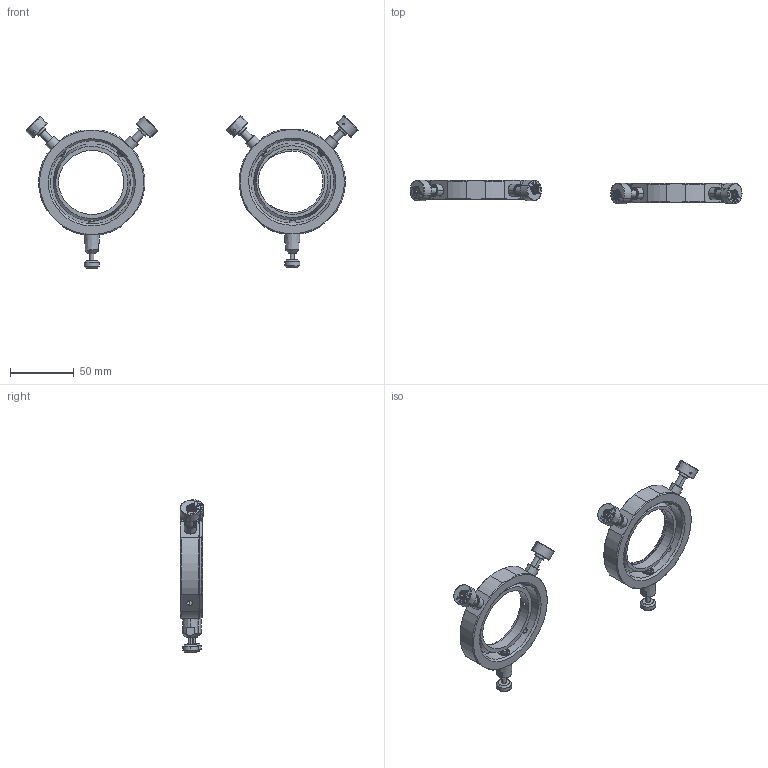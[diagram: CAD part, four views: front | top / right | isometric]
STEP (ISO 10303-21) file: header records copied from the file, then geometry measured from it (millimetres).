
FILE_DESCRIPTION(/* description */ (''),/* implementation_level */ '2;1');
FILE_NAME(/* name */ '01_MM-YZ-50',/* time_stamp */ '2024-08-22T10:48:16+03:00',/* author */ (''),/* organization */ (''),/* preprocessor_version */ 'ST-DEVELOPER v15',/* originating_system */ '',/* authorisation */ '');
FILE_SCHEMA (('AUTOMOTIVE_DESIGN'));
Length unit declared in the file: millimetre
Products named in the file (2): Document; 01_MM-YZ-50.8
Assembly tree (1 placements, depth 2):
  Document
    01_MM-YZ-50.8
Bounding box: 259.38 x 18.51 x 119.02 mm (x, y, z)
Volume: 90349.9 mm3; surface area: 51479.6 mm2
Topology: 28 solids, 28 shells, 1154 faces, 3046 edges, 1978 vertices
Faces by surface type: bspline 625, plane 529
Entity records: 38028 total; most frequent: CARTESIAN_POINT 19112, ORIENTED_EDGE 6032, EDGE_CURVE 3016, VERTEX_POINT 1980, B_SPLINE_CURVE_WITH_KNOTS 1951, EDGE_LOOP 1296, ADVANCED_FACE 1154, FACE_OUTER_BOUND 1154
